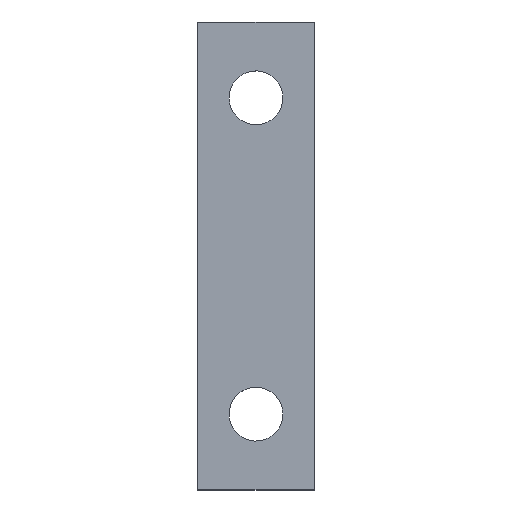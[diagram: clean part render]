
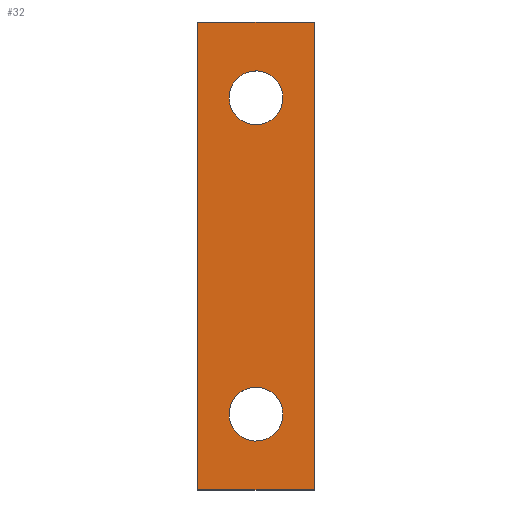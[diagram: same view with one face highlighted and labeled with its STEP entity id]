
A CAD part, top view. The second image highlights one B-rep face of the part: STEP entity #32.
In plain terms, the highlighted planar face has unit normal (0, 0, 1).
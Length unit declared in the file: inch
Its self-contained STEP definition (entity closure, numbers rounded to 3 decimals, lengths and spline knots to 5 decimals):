
#23=FACE_BOUND('',#55,.T.);
#24=FACE_BOUND('',#56,.T.);
#32=ADVANCED_FACE('',(#42,#23,#24),#183,.T.);
#42=FACE_OUTER_BOUND('',#54,.T.);
#54=EDGE_LOOP('',(#91,#92,#93,#94));
#55=EDGE_LOOP('',(#95,#96));
#56=EDGE_LOOP('',(#97,#98));
#91=ORIENTED_EDGE('',*,*,#109,.T.);
#92=ORIENTED_EDGE('',*,*,#113,.T.);
#93=ORIENTED_EDGE('',*,*,#116,.T.);
#94=ORIENTED_EDGE('',*,*,#118,.T.);
#95=ORIENTED_EDGE('',*,*,#121,.T.);
#96=ORIENTED_EDGE('',*,*,#127,.T.);
#97=ORIENTED_EDGE('',*,*,#124,.T.);
#98=ORIENTED_EDGE('',*,*,#130,.T.);
#109=EDGE_CURVE('',#161,#160,#147,.T.);
#113=EDGE_CURVE('',#160,#163,#151,.T.);
#116=EDGE_CURVE('',#163,#165,#154,.T.);
#118=EDGE_CURVE('',#165,#161,#156,.T.);
#121=EDGE_CURVE('',#167,#171,#133,.T.);
#124=EDGE_CURVE('',#169,#173,#136,.T.);
#127=EDGE_CURVE('',#171,#167,#139,.T.);
#130=EDGE_CURVE('',#173,#169,#142,.T.);
#133=(
BOUNDED_CURVE()
B_SPLINE_CURVE(2,(#321,#322,#323,#324,#325),.UNSPECIFIED.,.F.,.F.)
B_SPLINE_CURVE_WITH_KNOTS((3,2,3),(5.,5.18064,5.36128),
 .UNSPECIFIED.)
CURVE()
GEOMETRIC_REPRESENTATION_ITEM()
RATIONAL_B_SPLINE_CURVE((1.,0.707,1.,0.707,1.))
REPRESENTATION_ITEM('')
);
#136=(
BOUNDED_CURVE()
B_SPLINE_CURVE(2,(#333,#334,#335,#336,#337),.UNSPECIFIED.,.F.,.F.)
B_SPLINE_CURVE_WITH_KNOTS((3,2,3),(5.72257,5.90321,6.08385),
 .UNSPECIFIED.)
CURVE()
GEOMETRIC_REPRESENTATION_ITEM()
RATIONAL_B_SPLINE_CURVE((1.,0.707,1.,0.707,1.))
REPRESENTATION_ITEM('')
);
#139=(
BOUNDED_CURVE()
B_SPLINE_CURVE(2,(#345,#346,#347,#348,#349),.UNSPECIFIED.,.F.,.F.)
B_SPLINE_CURVE_WITH_KNOTS((3,2,3),(5.36128,5.54192,5.72257),
 .UNSPECIFIED.)
CURVE()
GEOMETRIC_REPRESENTATION_ITEM()
RATIONAL_B_SPLINE_CURVE((1.,0.707,1.,0.707,1.))
REPRESENTATION_ITEM('')
);
#142=(
BOUNDED_CURVE()
B_SPLINE_CURVE(2,(#357,#358,#359,#360,#361),.UNSPECIFIED.,.F.,.F.)
B_SPLINE_CURVE_WITH_KNOTS((3,2,3),(6.08385,6.26449,6.44513),
 .UNSPECIFIED.)
CURVE()
GEOMETRIC_REPRESENTATION_ITEM()
RATIONAL_B_SPLINE_CURVE((1.,0.707,1.,0.707,1.))
REPRESENTATION_ITEM('')
);
#147=B_SPLINE_CURVE_WITH_KNOTS('',1,(#294,#295),.UNSPECIFIED.,.F.,.F.,(2,
2),(0.,0.5),.UNSPECIFIED.);
#151=B_SPLINE_CURVE_WITH_KNOTS('',1,(#302,#303),.UNSPECIFIED.,.F.,.F.,(2,
2),(0.5,2.5),.UNSPECIFIED.);
#154=B_SPLINE_CURVE_WITH_KNOTS('',1,(#308,#309),.UNSPECIFIED.,.F.,.F.,(2,
2),(2.5,3.),.UNSPECIFIED.);
#156=B_SPLINE_CURVE_WITH_KNOTS('',1,(#312,#313),.UNSPECIFIED.,.F.,.F.,(2,
2),(3.,5.),.UNSPECIFIED.);
#160=VERTEX_POINT('',#276);
#161=VERTEX_POINT('',#277);
#163=VERTEX_POINT('',#279);
#165=VERTEX_POINT('',#281);
#167=VERTEX_POINT('',#283);
#169=VERTEX_POINT('',#285);
#171=VERTEX_POINT('',#287);
#173=VERTEX_POINT('',#289);
#183=PLANE('',#212);
#212=AXIS2_PLACEMENT_3D('',#253,#222,$);
#222=DIRECTION('',(0.,0.,1.));
#253=CARTESIAN_POINT('',(1.45835,2.,0.07));
#276=CARTESIAN_POINT('',(1.45835,0.,0.07));
#277=CARTESIAN_POINT('',(0.95835,0.,0.07));
#279=CARTESIAN_POINT('',(1.45835,2.,0.07));
#281=CARTESIAN_POINT('',(0.95835,2.,0.07));
#283=CARTESIAN_POINT('',(1.32335,0.324,0.07));
#285=CARTESIAN_POINT('',(1.32335,1.676,0.07));
#287=CARTESIAN_POINT('',(1.09335,0.324,0.07));
#289=CARTESIAN_POINT('',(1.09335,1.676,0.07));
#294=CARTESIAN_POINT('',(0.95835,0.,0.07));
#295=CARTESIAN_POINT('',(1.45835,0.,0.07));
#302=CARTESIAN_POINT('',(1.45835,0.,0.07));
#303=CARTESIAN_POINT('',(1.45835,2.,0.07));
#308=CARTESIAN_POINT('',(1.45835,2.,0.07));
#309=CARTESIAN_POINT('',(0.95835,2.,0.07));
#312=CARTESIAN_POINT('',(0.95835,2.,0.07));
#313=CARTESIAN_POINT('',(0.95835,0.,0.07));
#321=CARTESIAN_POINT('',(1.32335,0.324,0.07));
#322=CARTESIAN_POINT('',(1.32335,0.209,0.07));
#323=CARTESIAN_POINT('',(1.20835,0.209,0.07));
#324=CARTESIAN_POINT('',(1.09335,0.209,0.07));
#325=CARTESIAN_POINT('',(1.09335,0.324,0.07));
#333=CARTESIAN_POINT('',(1.32335,1.676,0.07));
#334=CARTESIAN_POINT('',(1.32335,1.561,0.07));
#335=CARTESIAN_POINT('',(1.20835,1.561,0.07));
#336=CARTESIAN_POINT('',(1.09335,1.561,0.07));
#337=CARTESIAN_POINT('',(1.09335,1.676,0.07));
#345=CARTESIAN_POINT('',(1.09335,0.324,0.07));
#346=CARTESIAN_POINT('',(1.09335,0.439,0.07));
#347=CARTESIAN_POINT('',(1.20835,0.439,0.07));
#348=CARTESIAN_POINT('',(1.32335,0.439,0.07));
#349=CARTESIAN_POINT('',(1.32335,0.324,0.07));
#357=CARTESIAN_POINT('',(1.09335,1.676,0.07));
#358=CARTESIAN_POINT('',(1.09335,1.791,0.07));
#359=CARTESIAN_POINT('',(1.20835,1.791,0.07));
#360=CARTESIAN_POINT('',(1.32335,1.791,0.07));
#361=CARTESIAN_POINT('',(1.32335,1.676,0.07));
